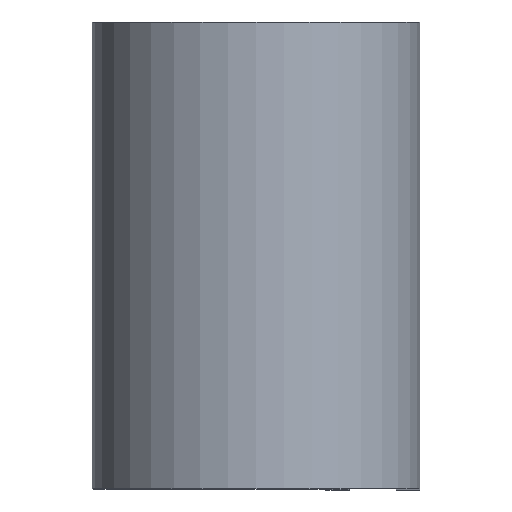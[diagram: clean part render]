
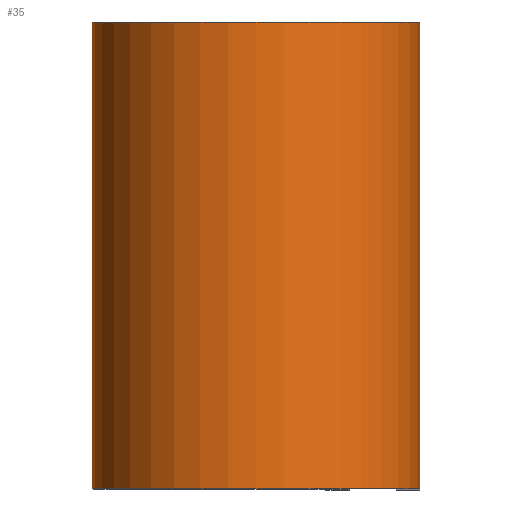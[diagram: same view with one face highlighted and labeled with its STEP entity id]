
A CAD part, top view. The second image highlights one B-rep face of the part: STEP entity #35.
In plain terms, the highlighted cylindrical face has radius 5.575 mm (diameter 11.151 mm), a partial arc.
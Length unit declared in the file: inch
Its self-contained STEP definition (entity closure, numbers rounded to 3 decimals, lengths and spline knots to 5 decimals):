
#5 = DIRECTION ( 'NONE',  ( 0., -1., 0. ) ) ;
#15 = VERTEX_POINT ( 'NONE', #315 ) ;
#18 = VECTOR ( 'NONE', #580, 39.37008 ) ;
#29 = ORIENTED_EDGE ( 'NONE', *, *, #366, .T. ) ;
#35 = ADVANCED_FACE ( 'NONE', ( #410 ), #126, .T. ) ;
#36 = VECTOR ( 'NONE', #555, 39.37008 ) ;
#44 = VERTEX_POINT ( 'NONE', #595 ) ;
#48 = CARTESIAN_POINT ( 'NONE',  ( 0., 0.3125, -0.2195 ) ) ;
#55 = CARTESIAN_POINT ( 'NONE',  ( 0., 0.3125, 0. ) ) ;
#95 = CARTESIAN_POINT ( 'NONE',  ( 0.2195, -0.3125, 0. ) ) ;
#121 = CARTESIAN_POINT ( 'NONE',  ( 0., 0.3125, 0. ) ) ;
#126 = CYLINDRICAL_SURFACE ( 'NONE', #188, 0.2195 ) ;
#148 = ORIENTED_EDGE ( 'NONE', *, *, #288, .T. ) ;
#154 = LINE ( 'NONE', #328, #18 ) ;
#170 = LINE ( 'NONE', #427, #36 ) ;
#184 = ORIENTED_EDGE ( 'NONE', *, *, #320, .F. ) ;
#188 = AXIS2_PLACEMENT_3D ( 'NONE', #55, #5, #263 ) ;
#191 = DIRECTION ( 'NONE',  ( 1., 0., 0. ) ) ;
#206 = CIRCLE ( 'NONE', #285, 0.2195 ) ;
#238 = CARTESIAN_POINT ( 'NONE',  ( 0., -0.3125, 0. ) ) ;
#240 = EDGE_CURVE ( 'NONE', #337, #15, #483, .T. ) ;
#263 = DIRECTION ( 'NONE',  ( 0., 0., -1. ) ) ;
#285 = AXIS2_PLACEMENT_3D ( 'NONE', #238, #289, #191 ) ;
#288 = EDGE_CURVE ( 'NONE', #44, #499, #206, .T. ) ;
#289 = DIRECTION ( 'NONE',  ( 0., 1., 0. ) ) ;
#315 = CARTESIAN_POINT ( 'NONE',  ( 0.2195, 0.3125, 0. ) ) ;
#320 = EDGE_CURVE ( 'NONE', #15, #499, #170, .T. ) ;
#328 = CARTESIAN_POINT ( 'NONE',  ( 0., 0.3125, -0.2195 ) ) ;
#336 = DIRECTION ( 'NONE',  ( 0., 1., 0. ) ) ;
#337 = VERTEX_POINT ( 'NONE', #48 ) ;
#366 = EDGE_CURVE ( 'NONE', #337, #44, #154, .T. ) ;
#410 = FACE_OUTER_BOUND ( 'NONE', #554, .T. ) ;
#427 = CARTESIAN_POINT ( 'NONE',  ( 0.2195, 0.3125, 0. ) ) ;
#469 = DIRECTION ( 'NONE',  ( 1., 0., 0. ) ) ;
#483 = CIRCLE ( 'NONE', #605, 0.2195 ) ;
#499 = VERTEX_POINT ( 'NONE', #95 ) ;
#542 = ORIENTED_EDGE ( 'NONE', *, *, #240, .F. ) ;
#554 = EDGE_LOOP ( 'NONE', ( #148, #184, #542, #29 ) ) ;
#555 = DIRECTION ( 'NONE',  ( 0., -1., 0. ) ) ;
#580 = DIRECTION ( 'NONE',  ( 0., -1., 0. ) ) ;
#595 = CARTESIAN_POINT ( 'NONE',  ( 0., -0.3125, -0.2195 ) ) ;
#605 = AXIS2_PLACEMENT_3D ( 'NONE', #121, #336, #469 ) ;
